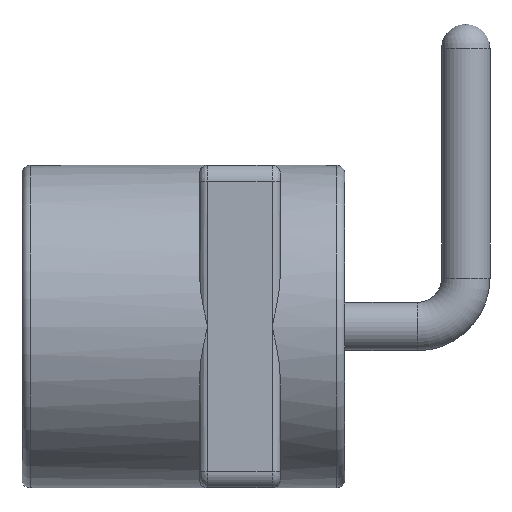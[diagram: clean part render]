
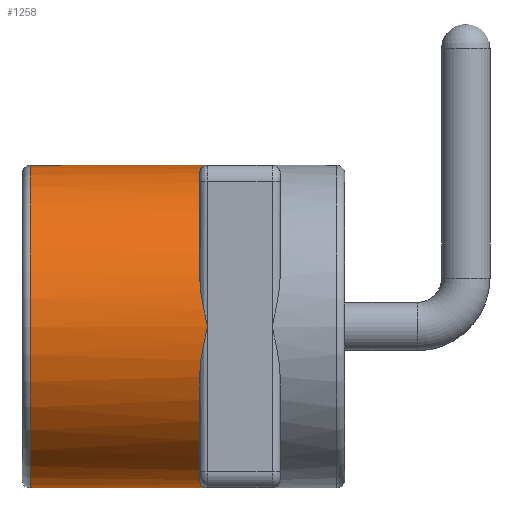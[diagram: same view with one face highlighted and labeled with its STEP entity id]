
A CAD part, left-side view. The second image highlights one B-rep face of the part: STEP entity #1258.
In plain terms, the highlighted cylindrical face has radius 2 mm (diameter 4 mm), a partial arc.
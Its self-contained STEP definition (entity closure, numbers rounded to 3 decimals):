
#119=FACE_OUTER_BOUND('',#204,.T.);
#204=EDGE_LOOP('',(#987,#988,#989,#990,#991,#992,#993,#994,#995));
#275=CIRCLE('',#1358,2.);
#277=CIRCLE('',#1361,2.);
#297=CIRCLE('',#1395,2.);
#401=LINE('',#2246,#470);
#403=LINE('',#2254,#472);
#470=VECTOR('',#1690,10.);
#472=VECTOR('',#1700,10.);
#496=B_SPLINE_CURVE_WITH_KNOTS('',3,(#1957,#1958,#1959,#1960),
 .UNSPECIFIED.,.F.,.F.,(4,4),(0.119,0.18),
 .UNSPECIFIED.);
#503=B_SPLINE_CURVE_WITH_KNOTS('',3,(#2069,#2070,#2071,#2072),
 .UNSPECIFIED.,.F.,.F.,(4,4),(0.119,0.18),
 .UNSPECIFIED.);
#504=B_SPLINE_CURVE_WITH_KNOTS('',3,(#2078,#2079,#2080,#2081),
 .UNSPECIFIED.,.F.,.F.,(4,4),(0.,0.061),.UNSPECIFIED.);
#505=B_SPLINE_CURVE_WITH_KNOTS('',3,(#2102,#2103,#2104,#2105),
 .UNSPECIFIED.,.F.,.F.,(4,4),(0.,0.061),.UNSPECIFIED.);
#518=VERTEX_POINT('',#1955);
#519=VERTEX_POINT('',#1956);
#545=VERTEX_POINT('',#2041);
#552=VERTEX_POINT('',#2068);
#554=VERTEX_POINT('',#2077);
#556=VERTEX_POINT('',#2086);
#560=VERTEX_POINT('',#2101);
#573=VERTEX_POINT('',#2244);
#575=VERTEX_POINT('',#2252);
#633=EDGE_CURVE('',#518,#519,#496,.T.);
#678=EDGE_CURVE('',#552,#545,#503,.T.);
#681=EDGE_CURVE('',#545,#554,#504,.T.);
#684=EDGE_CURVE('',#556,#552,#275,.T.);
#687=EDGE_CURVE('',#554,#518,#277,.T.);
#692=EDGE_CURVE('',#560,#556,#505,.T.);
#726=EDGE_CURVE('',#519,#573,#401,.T.);
#729=EDGE_CURVE('',#575,#573,#297,.T.);
#730=EDGE_CURVE('',#560,#575,#403,.T.);
#987=ORIENTED_EDGE('',*,*,#633,.T.);
#988=ORIENTED_EDGE('',*,*,#726,.T.);
#989=ORIENTED_EDGE('',*,*,#729,.F.);
#990=ORIENTED_EDGE('',*,*,#730,.F.);
#991=ORIENTED_EDGE('',*,*,#692,.T.);
#992=ORIENTED_EDGE('',*,*,#684,.T.);
#993=ORIENTED_EDGE('',*,*,#678,.T.);
#994=ORIENTED_EDGE('',*,*,#681,.T.);
#995=ORIENTED_EDGE('',*,*,#687,.T.);
#1201=CYLINDRICAL_SURFACE('',#1394,2.);
#1258=ADVANCED_FACE('',(#119),#1201,.T.);
#1358=AXIS2_PLACEMENT_3D('',#2087,#1606,#1607);
#1361=AXIS2_PLACEMENT_3D('',#2092,#1613,#1614);
#1394=AXIS2_PLACEMENT_3D('',#2251,#1696,#1697);
#1395=AXIS2_PLACEMENT_3D('',#2253,#1698,#1699);
#1606=DIRECTION('center_axis',(0.,1.,0.));
#1607=DIRECTION('ref_axis',(0.,0.,-1.));
#1613=DIRECTION('center_axis',(0.,1.,0.));
#1614=DIRECTION('ref_axis',(0.,0.,-1.));
#1690=DIRECTION('',(0.,1.,0.));
#1696=DIRECTION('center_axis',(0.,1.,0.));
#1697=DIRECTION('ref_axis',(0.,0.,-1.));
#1698=DIRECTION('center_axis',(0.,1.,0.));
#1699=DIRECTION('ref_axis',(-1.,0.,0.));
#1700=DIRECTION('',(0.,1.,0.));
#1955=CARTESIAN_POINT('',(30.116,1.8,27.684));
#1956=CARTESIAN_POINT('',(30.741,1.7,27.784));
#1957=CARTESIAN_POINT('Ctrl Pts',(30.116,1.8,27.684));
#1958=CARTESIAN_POINT('Ctrl Pts',(30.309,1.8,27.748));
#1959=CARTESIAN_POINT('Ctrl Pts',(30.543,1.744,27.784));
#1960=CARTESIAN_POINT('Ctrl Pts',(30.741,1.7,27.784));
#2041=CARTESIAN_POINT('',(28.741,1.7,25.784));
#2068=CARTESIAN_POINT('',(28.841,1.8,25.16));
#2069=CARTESIAN_POINT('Ctrl Pts',(28.841,1.8,25.16));
#2070=CARTESIAN_POINT('Ctrl Pts',(28.777,1.8,25.352));
#2071=CARTESIAN_POINT('Ctrl Pts',(28.741,1.744,25.586));
#2072=CARTESIAN_POINT('Ctrl Pts',(28.741,1.7,25.784));
#2077=CARTESIAN_POINT('',(28.841,1.8,26.409));
#2078=CARTESIAN_POINT('Ctrl Pts',(28.741,1.7,25.784));
#2079=CARTESIAN_POINT('Ctrl Pts',(28.741,1.744,25.982));
#2080=CARTESIAN_POINT('Ctrl Pts',(28.777,1.8,26.216));
#2081=CARTESIAN_POINT('Ctrl Pts',(28.841,1.8,26.409));
#2086=CARTESIAN_POINT('',(30.116,1.8,23.884));
#2087=CARTESIAN_POINT('Origin',(30.741,1.8,25.784));
#2092=CARTESIAN_POINT('Origin',(30.741,1.8,25.784));
#2101=CARTESIAN_POINT('',(30.741,1.7,23.784));
#2102=CARTESIAN_POINT('Ctrl Pts',(30.741,1.7,23.784));
#2103=CARTESIAN_POINT('Ctrl Pts',(30.543,1.744,23.784));
#2104=CARTESIAN_POINT('Ctrl Pts',(30.309,1.8,23.821));
#2105=CARTESIAN_POINT('Ctrl Pts',(30.116,1.8,23.884));
#2244=CARTESIAN_POINT('',(30.741,3.9,27.784));
#2246=CARTESIAN_POINT('',(30.741,0.,27.784));
#2251=CARTESIAN_POINT('Origin',(30.741,0.,25.784));
#2252=CARTESIAN_POINT('',(30.741,3.9,23.784));
#2253=CARTESIAN_POINT('Origin',(30.741,3.9,25.784));
#2254=CARTESIAN_POINT('',(30.741,0.,23.784));
